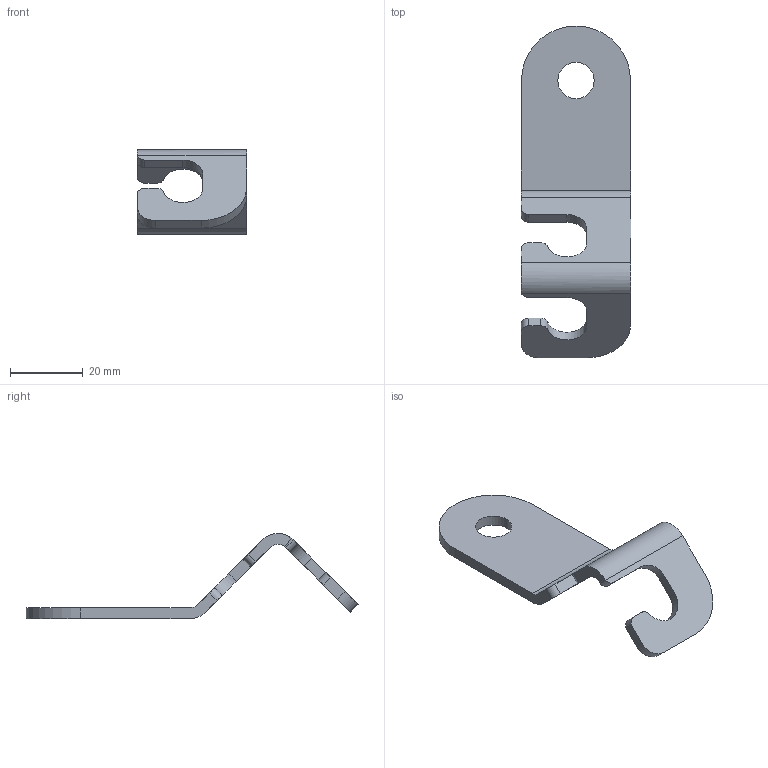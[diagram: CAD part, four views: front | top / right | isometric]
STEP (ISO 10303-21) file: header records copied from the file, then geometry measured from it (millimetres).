
FILE_DESCRIPTION(('STEP AP214'),'1');
FILE_NAME('___ELAN-CITE_CDS_blocage tubes-200003_VERSION 3_sans embouti_0.stp','2021-04-28T09:26:17',('francois charron'),('EXA Design'),'Spatial InterOp 3D',' ',' ');
FILE_SCHEMA(('AUTOMOTIVE_DESIGN { 1 0 10303 214 1 1 1 1 }'));
Length unit declared in the file: inch
Products named in the file (1): ELAN-CITE_CDS_blocage tubes-200003_VERSION 3_sans embouti
Bounding box: 30 x 91.3 x 23.42 mm (x, y, z)
Volume: 7453.3 mm3; surface area: 6043.7 mm2
Topology: 1 solids, 1 shells, 37 faces, 103 edges, 68 vertices
Faces by surface type: cylinder 19, plane 17, bspline 1
Entity records: 1242 total; most frequent: CARTESIAN_POINT 230, DIRECTION 213, ORIENTED_EDGE 206, EDGE_CURVE 103, AXIS2_PLACEMENT_3D 75, VERTEX_POINT 68, LINE 63, VECTOR 63
